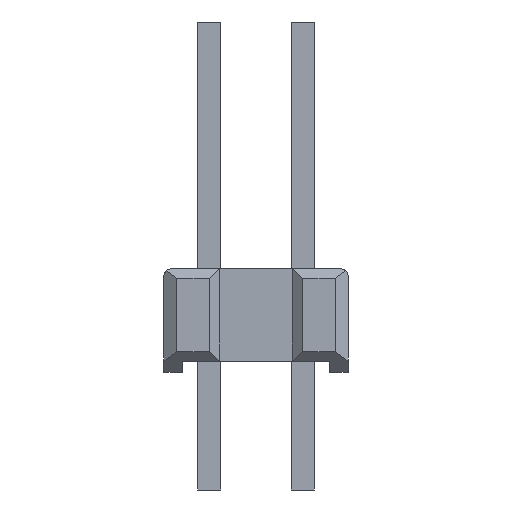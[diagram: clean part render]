
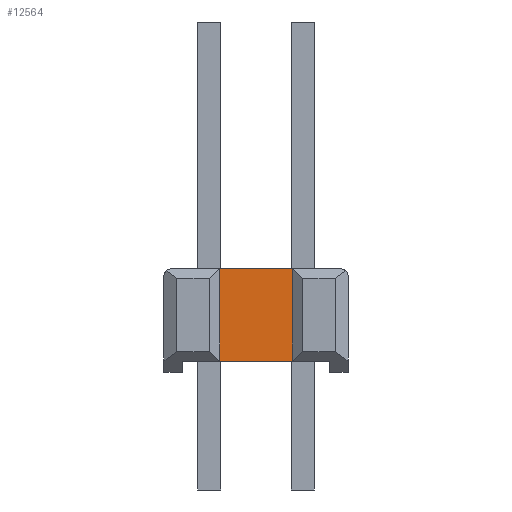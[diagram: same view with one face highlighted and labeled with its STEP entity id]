
A CAD part, left-side view. The second image highlights one B-rep face of the part: STEP entity #12564.
In plain terms, the highlighted planar face has unit normal (-1, 0, 0).
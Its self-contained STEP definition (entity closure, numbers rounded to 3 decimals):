
#166=DIRECTION('',(0.,0.,-1.));
#167=VECTOR('',#166,2.5);
#168=CARTESIAN_POINT('',(-17.53,0.977,0.));
#169=LINE('',#168,#167);
#1356=DIRECTION('',(0.,1.,0.));
#1357=VECTOR('',#1356,1.954);
#1358=CARTESIAN_POINT('',(-17.53,-0.977,0.));
#1359=LINE('',#1358,#1357);
#2646=DIRECTION('',(0.,1.,0.));
#2647=VECTOR('',#2646,1.954);
#2648=CARTESIAN_POINT('',(-17.53,-0.977,-2.5));
#2649=LINE('',#2648,#2647);
#4150=DIRECTION('',(0.,0.,-1.));
#4151=VECTOR('',#4150,2.5);
#4152=CARTESIAN_POINT('',(-17.53,-0.977,0.));
#4153=LINE('',#4152,#4151);
#6748=CARTESIAN_POINT('',(-17.53,-0.977,-2.5));
#6749=CARTESIAN_POINT('',(-17.53,0.977,-2.5));
#6750=VERTEX_POINT('',#6748);
#6751=VERTEX_POINT('',#6749);
#6752=CARTESIAN_POINT('',(-17.53,-0.977,0.));
#6753=CARTESIAN_POINT('',(-17.53,0.977,0.));
#6754=VERTEX_POINT('',#6752);
#6755=VERTEX_POINT('',#6753);
#12553=CARTESIAN_POINT('',(-17.53,-0.977,0.));
#12554=DIRECTION('',(1.,0.,0.));
#12555=DIRECTION('',(0.,1.,0.));
#12556=AXIS2_PLACEMENT_3D('',#12553,#12554,#12555);
#12557=PLANE('',#12556);
#12558=ORIENTED_EDGE('',*,*,#10481,.T.);
#12559=ORIENTED_EDGE('',*,*,#7734,.F.);
#12560=ORIENTED_EDGE('',*,*,#9272,.F.);
#12561=ORIENTED_EDGE('',*,*,#7782,.T.);
#12562=EDGE_LOOP('',(#12558,#12559,#12560,#12561));
#12563=FACE_OUTER_BOUND('',#12562,.F.);
#7734=EDGE_CURVE('',#6755,#6751,#169,.T.);
#7782=EDGE_CURVE('',#6754,#6750,#4153,.T.);
#9272=EDGE_CURVE('',#6754,#6755,#1359,.T.);
#10481=EDGE_CURVE('',#6750,#6751,#2649,.T.);
#12564=ADVANCED_FACE('',(#12563),#12557,.F.);
